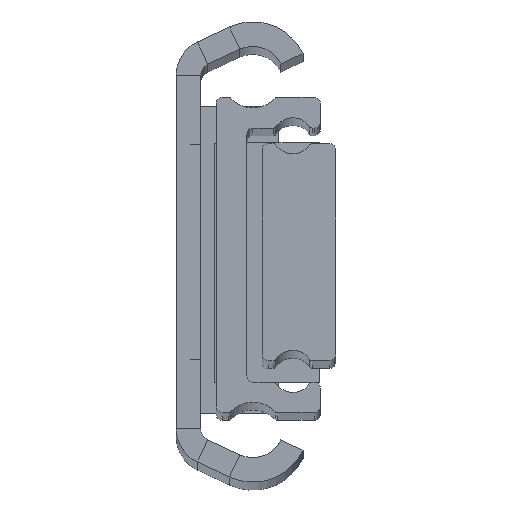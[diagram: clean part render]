
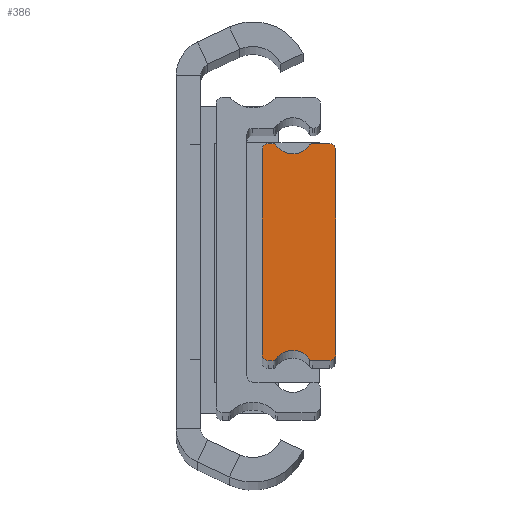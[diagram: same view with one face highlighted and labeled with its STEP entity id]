
A CAD part, top view. The second image highlights one B-rep face of the part: STEP entity #386.
In plain terms, the highlighted planar face has unit normal (0, 0, 1).
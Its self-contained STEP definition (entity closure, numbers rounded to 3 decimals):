
#27 = CIRCLE ( 'NONE', #2414, 0.5 ) ;
#62 = CARTESIAN_POINT ( 'NONE',  ( -3.797, -17.688, 0. ) ) ;
#106 = CARTESIAN_POINT ( 'NONE',  ( -1., -17.688, 0. ) ) ;
#113 = ORIENTED_EDGE ( 'NONE', *, *, #1117, .T. ) ;
#207 = VERTEX_POINT ( 'NONE', #1554 ) ;
#279 = VECTOR ( 'NONE', #2688, 1000. ) ;
#299 = CARTESIAN_POINT ( 'NONE',  ( -12., 16.688, 0. ) ) ;
#313 = ORIENTED_EDGE ( 'NONE', *, *, #1765, .T. ) ;
#341 = AXIS2_PLACEMENT_3D ( 'NONE', #2466, #2501, #3696 ) ;
#386 = ADVANCED_FACE ( 'NONE', ( #4875 ), #2134, .T. ) ;
#437 = CIRCLE ( 'NONE', #3148, 1. ) ;
#444 = CIRCLE ( 'NONE', #4070, 1. ) ;
#457 = DIRECTION ( 'NONE',  ( 0., 0., 1. ) ) ;
#483 = CARTESIAN_POINT ( 'NONE',  ( -1., -16.688, 0. ) ) ;
#684 = VERTEX_POINT ( 'NONE', #1124 ) ;
#690 = DIRECTION ( 'NONE',  ( 1., 0., 0. ) ) ;
#725 = CARTESIAN_POINT ( 'NONE',  ( -11., -17.687, 0. ) ) ;
#822 = EDGE_CURVE ( 'NONE', #975, #3199, #1037, .T. ) ;
#869 = AXIS2_PLACEMENT_3D ( 'NONE', #2028, #2826, #3631 ) ;
#879 = VERTEX_POINT ( 'NONE', #2161 ) ;
#883 = ORIENTED_EDGE ( 'NONE', *, *, #822, .T. ) ;
#971 = DIRECTION ( 'NONE',  ( 1., 0., 0. ) ) ;
#975 = VERTEX_POINT ( 'NONE', #1882 ) ;
#1037 = CIRCLE ( 'NONE', #341, 3.4 ) ;
#1061 = DIRECTION ( 'NONE',  ( 1., 0., 0. ) ) ;
#1066 = DIRECTION ( 'NONE',  ( 1., 0., 0. ) ) ;
#1107 = CARTESIAN_POINT ( 'NONE',  ( -3.797, 17.188, 0. ) ) ;
#1117 = EDGE_CURVE ( 'NONE', #3537, #2735, #1795, .T. ) ;
#1123 = AXIS2_PLACEMENT_3D ( 'NONE', #3741, #4139, #2940 ) ;
#1124 = CARTESIAN_POINT ( 'NONE',  ( -9.792, -17.473, 0. ) ) ;
#1219 = VECTOR ( 'NONE', #5149, 1000. ) ;
#1243 = CARTESIAN_POINT ( 'NONE',  ( -3.797, -17.688, 0. ) ) ;
#1286 = LINE ( 'NONE', #2479, #4520 ) ;
#1452 = CARTESIAN_POINT ( 'NONE',  ( 0., 16.688, 0. ) ) ;
#1465 = CARTESIAN_POINT ( 'NONE',  ( -10.203, 17.688, 0. ) ) ;
#1486 = ORIENTED_EDGE ( 'NONE', *, *, #2523, .T. ) ;
#1552 = CARTESIAN_POINT ( 'NONE',  ( -3.797, -17.188, 0. ) ) ;
#1554 = CARTESIAN_POINT ( 'NONE',  ( -12., -16.687, 0. ) ) ;
#1663 = EDGE_CURVE ( 'NONE', #3199, #2278, #3394, .T. ) ;
#1765 = EDGE_CURVE ( 'NONE', #2735, #2260, #4511, .T. ) ;
#1795 = CIRCLE ( 'NONE', #2219, 0.5 ) ;
#1866 = EDGE_CURVE ( 'NONE', #207, #5061, #2895, .T. ) ;
#1882 = CARTESIAN_POINT ( 'NONE',  ( -4.208, 17.473, 0. ) ) ;
#1893 = VECTOR ( 'NONE', #2113, 1000. ) ;
#1902 = ORIENTED_EDGE ( 'NONE', *, *, #2265, .T. ) ;
#1903 = AXIS2_PLACEMENT_3D ( 'NONE', #4297, #4629, #1066 ) ;
#1918 = LINE ( 'NONE', #3514, #1219 ) ;
#1975 = AXIS2_PLACEMENT_3D ( 'NONE', #3363, #4981, #971 ) ;
#2028 = CARTESIAN_POINT ( 'NONE',  ( -11., -16.687, 0. ) ) ;
#2037 = ORIENTED_EDGE ( 'NONE', *, *, #2574, .T. ) ;
#2043 = EDGE_CURVE ( 'NONE', #879, #2777, #437, .T. ) ;
#2075 = CIRCLE ( 'NONE', #5038, 0.5 ) ;
#2101 = DIRECTION ( 'NONE',  ( 0., 0., 1. ) ) ;
#2113 = DIRECTION ( 'NONE',  ( 1., 0., 0. ) ) ;
#2134 = PLANE ( 'NONE',  #3621 ) ;
#2142 = CARTESIAN_POINT ( 'NONE',  ( -3.797, 17.688, 0. ) ) ;
#2158 = VECTOR ( 'NONE', #4483, 1000. ) ;
#2161 = CARTESIAN_POINT ( 'NONE',  ( -11., 17.688, 0. ) ) ;
#2173 = CARTESIAN_POINT ( 'NONE',  ( -10.203, -17.188, 0. ) ) ;
#2219 = AXIS2_PLACEMENT_3D ( 'NONE', #1552, #2300, #3109 ) ;
#2260 = VERTEX_POINT ( 'NONE', #106 ) ;
#2265 = EDGE_CURVE ( 'NONE', #684, #3537, #4243, .T. ) ;
#2278 = VERTEX_POINT ( 'NONE', #3647 ) ;
#2300 = DIRECTION ( 'NONE',  ( 0., 0., 1. ) ) ;
#2374 = EDGE_CURVE ( 'NONE', #2278, #879, #4637, .T. ) ;
#2400 = CARTESIAN_POINT ( 'NONE',  ( -9.792, 17.473, 0. ) ) ;
#2414 = AXIS2_PLACEMENT_3D ( 'NONE', #1107, #3481, #690 ) ;
#2445 = DIRECTION ( 'NONE',  ( 0., 0., 1. ) ) ;
#2466 = CARTESIAN_POINT ( 'NONE',  ( -7., 19.412, 0. ) ) ;
#2479 = CARTESIAN_POINT ( 'NONE',  ( -1., 17.688, 0. ) ) ;
#2501 = DIRECTION ( 'NONE',  ( 0., 0., -1. ) ) ;
#2508 = CARTESIAN_POINT ( 'NONE',  ( -11., 16.687, 0. ) ) ;
#2523 = EDGE_CURVE ( 'NONE', #5061, #4307, #4085, .T. ) ;
#2574 = EDGE_CURVE ( 'NONE', #3131, #5141, #3408, .T. ) ;
#2688 = DIRECTION ( 'NONE',  ( -1., 0., 0. ) ) ;
#2735 = VERTEX_POINT ( 'NONE', #1243 ) ;
#2777 = VERTEX_POINT ( 'NONE', #3140 ) ;
#2826 = DIRECTION ( 'NONE',  ( 0., 0., 1. ) ) ;
#2847 = ORIENTED_EDGE ( 'NONE', *, *, #2374, .T. ) ;
#2895 = CIRCLE ( 'NONE', #869, 1. ) ;
#2899 = DIRECTION ( 'NONE',  ( -1., 0., 0. ) ) ;
#2940 = DIRECTION ( 'NONE',  ( 1., 0., 0. ) ) ;
#2942 = ORIENTED_EDGE ( 'NONE', *, *, #4305, .T. ) ;
#3109 = DIRECTION ( 'NONE',  ( 1., 0., 0. ) ) ;
#3114 = CARTESIAN_POINT ( 'NONE',  ( -10.203, -17.688, 0. ) ) ;
#3131 = VERTEX_POINT ( 'NONE', #1452 ) ;
#3140 = CARTESIAN_POINT ( 'NONE',  ( -12., 16.688, 0. ) ) ;
#3148 = AXIS2_PLACEMENT_3D ( 'NONE', #3228, #2445, #1061 ) ;
#3199 = VERTEX_POINT ( 'NONE', #2400 ) ;
#3228 = CARTESIAN_POINT ( 'NONE',  ( -11., 16.687, 0. ) ) ;
#3230 = DIRECTION ( 'NONE',  ( 1., 0., 0. ) ) ;
#3329 = ORIENTED_EDGE ( 'NONE', *, *, #1866, .T. ) ;
#3358 = CARTESIAN_POINT ( 'NONE',  ( -11., -17.687, 0. ) ) ;
#3363 = CARTESIAN_POINT ( 'NONE',  ( -7., -19.412, 0. ) ) ;
#3394 = CIRCLE ( 'NONE', #1123, 0.5 ) ;
#3408 = CIRCLE ( 'NONE', #1903, 1. ) ;
#3461 = ORIENTED_EDGE ( 'NONE', *, *, #4037, .T. ) ;
#3481 = DIRECTION ( 'NONE',  ( 0., 0., 1. ) ) ;
#3514 = CARTESIAN_POINT ( 'NONE',  ( 0., -16.688, 0. ) ) ;
#3537 = VERTEX_POINT ( 'NONE', #5068 ) ;
#3621 = AXIS2_PLACEMENT_3D ( 'NONE', #2508, #457, #3230 ) ;
#3631 = DIRECTION ( 'NONE',  ( 1., 0., 0. ) ) ;
#3647 = CARTESIAN_POINT ( 'NONE',  ( -10.203, 17.688, 0. ) ) ;
#3655 = CARTESIAN_POINT ( 'NONE',  ( -1., 17.688, 0. ) ) ;
#3681 = DIRECTION ( 'NONE',  ( 1., 0., 0. ) ) ;
#3696 = DIRECTION ( 'NONE',  ( 1., 0., 0. ) ) ;
#3697 = DIRECTION ( 'NONE',  ( 1., 0., 0. ) ) ;
#3741 = CARTESIAN_POINT ( 'NONE',  ( -10.203, 17.188, 0. ) ) ;
#3759 = VECTOR ( 'NONE', #4741, 1000. ) ;
#3763 = DIRECTION ( 'NONE',  ( 0., 0., 1. ) ) ;
#3797 = VERTEX_POINT ( 'NONE', #4492 ) ;
#3810 = EDGE_CURVE ( 'NONE', #2260, #3797, #444, .T. ) ;
#3811 = LINE ( 'NONE', #299, #3759 ) ;
#4031 = ORIENTED_EDGE ( 'NONE', *, *, #4500, .T. ) ;
#4037 = EDGE_CURVE ( 'NONE', #3797, #3131, #1918, .T. ) ;
#4070 = AXIS2_PLACEMENT_3D ( 'NONE', #483, #2101, #3697 ) ;
#4085 = LINE ( 'NONE', #3358, #2158 ) ;
#4139 = DIRECTION ( 'NONE',  ( 0., 0., 1. ) ) ;
#4162 = ORIENTED_EDGE ( 'NONE', *, *, #3810, .T. ) ;
#4177 = VERTEX_POINT ( 'NONE', #2142 ) ;
#4243 = CIRCLE ( 'NONE', #1975, 3.4 ) ;
#4247 = ORIENTED_EDGE ( 'NONE', *, *, #4639, .T. ) ;
#4297 = CARTESIAN_POINT ( 'NONE',  ( -1., 16.688, 0. ) ) ;
#4305 = EDGE_CURVE ( 'NONE', #4177, #975, #27, .T. ) ;
#4307 = VERTEX_POINT ( 'NONE', #3114 ) ;
#4483 = DIRECTION ( 'NONE',  ( 1., 0., 0. ) ) ;
#4492 = CARTESIAN_POINT ( 'NONE',  ( 0., -16.688, 0. ) ) ;
#4500 = EDGE_CURVE ( 'NONE', #4307, #684, #2075, .T. ) ;
#4502 = ORIENTED_EDGE ( 'NONE', *, *, #1663, .T. ) ;
#4511 = LINE ( 'NONE', #62, #1893 ) ;
#4520 = VECTOR ( 'NONE', #2899, 1000. ) ;
#4563 = ORIENTED_EDGE ( 'NONE', *, *, #2043, .T. ) ;
#4629 = DIRECTION ( 'NONE',  ( 0., 0., 1. ) ) ;
#4637 = LINE ( 'NONE', #1465, #279 ) ;
#4639 = EDGE_CURVE ( 'NONE', #5141, #4177, #1286, .T. ) ;
#4741 = DIRECTION ( 'NONE',  ( 0., -1., 0. ) ) ;
#4806 = EDGE_CURVE ( 'NONE', #2777, #207, #3811, .T. ) ;
#4875 = FACE_OUTER_BOUND ( 'NONE', #5097, .T. ) ;
#4981 = DIRECTION ( 'NONE',  ( 0., 0., -1. ) ) ;
#5038 = AXIS2_PLACEMENT_3D ( 'NONE', #2173, #3763, #3681 ) ;
#5061 = VERTEX_POINT ( 'NONE', #725 ) ;
#5068 = CARTESIAN_POINT ( 'NONE',  ( -4.208, -17.473, 0. ) ) ;
#5097 = EDGE_LOOP ( 'NONE', ( #4563, #5186, #3329, #1486, #4031, #1902, #113, #313, #4162, #3461, #2037, #4247, #2942, #883, #4502, #2847 ) ) ;
#5141 = VERTEX_POINT ( 'NONE', #3655 ) ;
#5149 = DIRECTION ( 'NONE',  ( 0., 1., 0. ) ) ;
#5186 = ORIENTED_EDGE ( 'NONE', *, *, #4806, .T. ) ;
